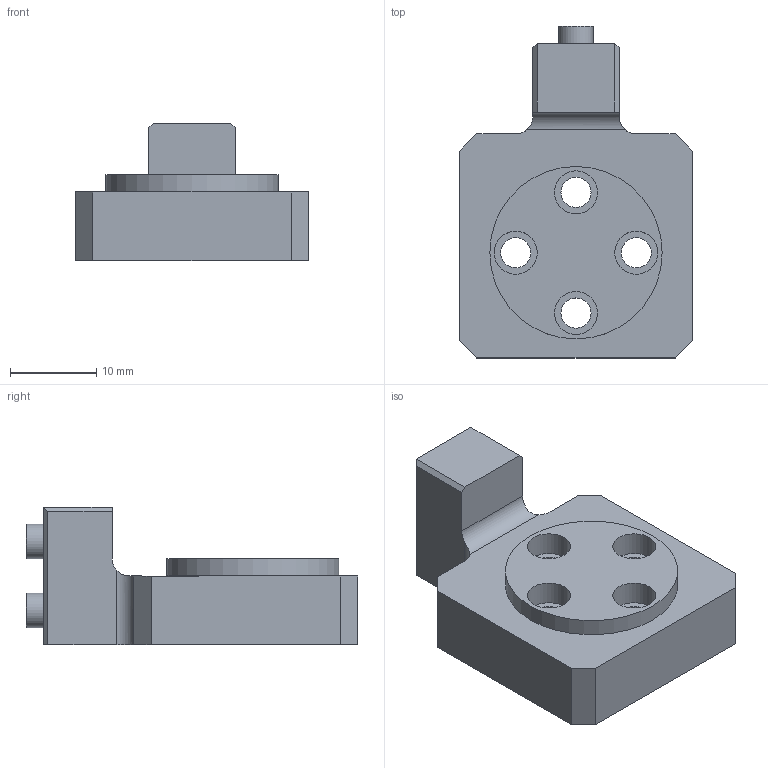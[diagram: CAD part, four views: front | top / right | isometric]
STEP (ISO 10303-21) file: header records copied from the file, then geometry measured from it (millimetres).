
FILE_DESCRIPTION(/* description */ (''),/* implementation_level */ '2;1');
FILE_NAME(/* name */ 'TY-LL-50.stp',/* time_stamp */ '2019-11-19T11:25:11+01:00',/* author */ ('e.orio2'),/* organization */ ('TERMOMACCHINE s.r.l.'),/* preprocessor_version */ 'ST-DEVELOPER v17',/* originating_system */ 'Autodesk Inventor 2019',/* authorisation */ '');
FILE_SCHEMA (('AUTOMOTIVE_DESIGN { 1 0 10303 214 3 1 1 }'));
Length unit declared in the file: millimetre
Products named in the file (3): TY-LL-50; TY-LL-50_1; BOCCOLA 4H7L4
Assembly tree (3 placements, depth 2):
  TY-LL-50
    TY-LL-50_1
    BOCCOLA 4H7L4  x2
Bounding box: 27 x 38.5 x 16 mm (x, y, z)
Volume: 6858.1 mm3; surface area: 3789.5 mm2
Topology: 3 solids, 3 shells, 71 faces, 178 edges, 124 vertices
Faces by surface type: plane 35, cylinder 24, cone 12
Full cylindrical faces by diameter (mm): 2.013 x2, 2.7 x2, 3.5 x4, 4 x4, 5 x4, 6 x4, 20 x1
Entity records: 2104 total; most frequent: DIRECTION 370, CARTESIAN_POINT 361, ORIENTED_EDGE 316, EDGE_CURVE 158, AXIS2_PLACEMENT_3D 145, VERTEX_POINT 112, EDGE_LOOP 86, LINE 80
